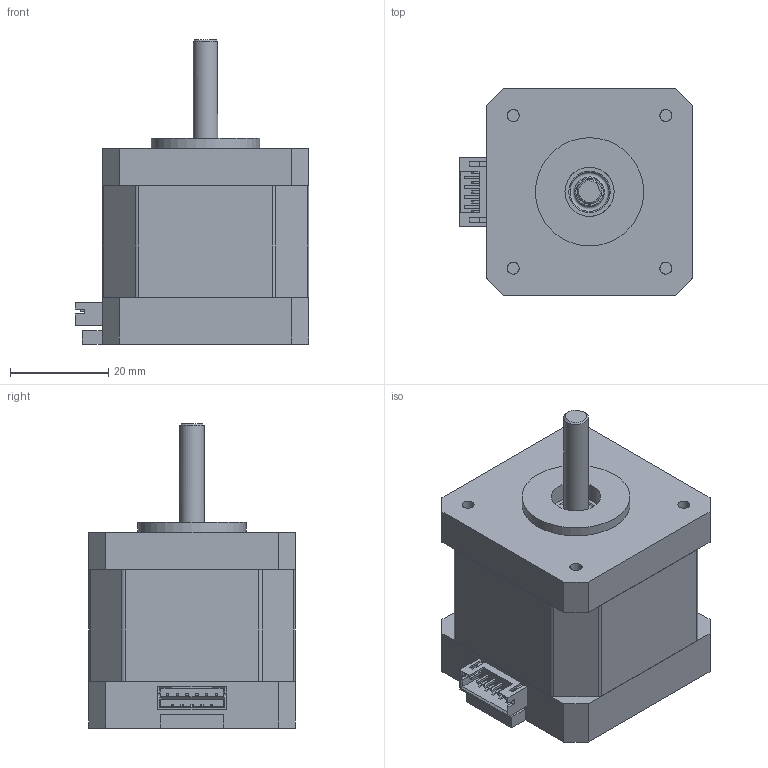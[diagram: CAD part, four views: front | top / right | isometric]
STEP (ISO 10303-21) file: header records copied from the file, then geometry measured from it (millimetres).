
FILE_DESCRIPTION(/* description */ ('Unknown'),/* implementation_level */ '2;1');
FILE_NAME(/* name */ 'NEMA 17 - MS17HD2',/* time_stamp */ '2025-09-21T21:32:18+03:00',/* author */ ('Unknown'),/* organization */ ('Unknown'),/* preprocessor_version */ 'ST-DEVELOPER v20',/* originating_system */ 'Solid Edge',/* authorisation */ 'Unknown');
FILE_SCHEMA (('AUTOMOTIVE_DESIGN {1 0 10303 214 3 1 1}'));
Length unit declared in the file: millimetre
Products named in the file (8): NEMA 17 - MS17HD2; Middle part; Bottom plate; Top plate; Philips M3X30; JST-S6B-PH-K-S; Bearing; Stepper shaft
Assembly tree (11 placements, depth 2):
  NEMA 17 - MS17HD2
    Middle part
    Bottom plate
    Top plate
    Philips M3X30  x4
    JST-S6B-PH-K-S
    Bearing  x2
    Stepper shaft
Bounding box: 47.5 x 42 x 61.8 mm (x, y, z)
Volume: 68271.7 mm3; surface area: 22501.4 mm2
Topology: 11 solids, 11 shells, 447 faces, 1110 edges, 707 vertices
Faces by surface type: plane 356, cylinder 57, torus 16, cone 14, sphere 4
Full cylindrical faces by diameter (mm): 2.459 x8, 2.693 x4, 3 x4, 3.2 x4, 5 x4, 7 x4, 10 x4, 22 x1
Entity records: 12194 total; most frequent: CARTESIAN_POINT 1868, ORIENTED_EDGE 1626, DIRECTION 1586, EDGE_CURVE 813, LINE 654, VECTOR 654, VERTEX_POINT 536, AXIS2_PLACEMENT_3D 466
